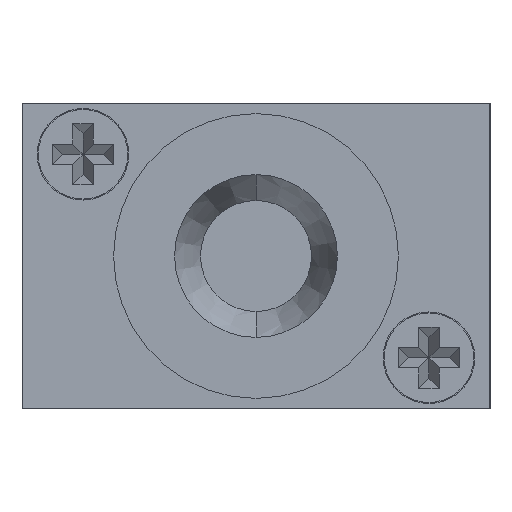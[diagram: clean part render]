
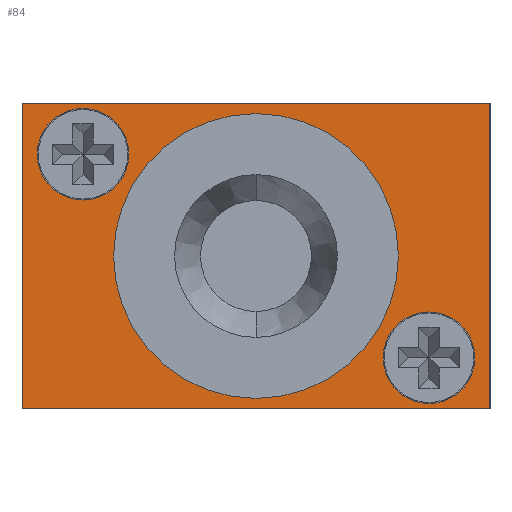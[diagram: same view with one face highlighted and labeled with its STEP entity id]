
A CAD part, left-side view. The second image highlights one B-rep face of the part: STEP entity #84.
In plain terms, the highlighted face is planar.
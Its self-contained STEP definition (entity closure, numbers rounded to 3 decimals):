
#84 = ADVANCED_FACE ( 'NONE', ( #145, #146, #147, #148 ), #2851, .T. ) ;
#145 = FACE_BOUND ( 'NONE', #719, .T. ) ;
#146 = FACE_BOUND ( 'NONE', #1174, .T. ) ;
#147 = FACE_OUTER_BOUND ( 'NONE', #1095, .T. ) ;
#148 = FACE_BOUND ( 'NONE', #1199, .T. ) ;
#449 = VERTEX_POINT ( 'NONE', #2610 ) ;
#459 = VERTEX_POINT ( 'NONE', #2600 ) ;
#460 = VERTEX_POINT ( 'NONE', #2599 ) ;
#467 = VERTEX_POINT ( 'NONE', #2592 ) ;
#603 = VERTEX_POINT ( 'NONE', #2497 ) ;
#608 = VERTEX_POINT ( 'NONE', #2467 ) ;
#614 = VERTEX_POINT ( 'NONE', #2451 ) ;
#620 = VERTEX_POINT ( 'NONE', #2426 ) ;
#623 = VERTEX_POINT ( 'NONE', #2415 ) ;
#640 = VERTEX_POINT ( 'NONE', #2360 ) ;
#719 = EDGE_LOOP ( 'NONE', ( #3608, #3607 ) ) ;
#959 = AXIS2_PLACEMENT_3D ( 'NONE', #1554, #1553, #1552 ) ;
#960 = AXIS2_PLACEMENT_3D ( 'NONE', #1541, #1540, #1539 ) ;
#961 = AXIS2_PLACEMENT_3D ( 'NONE', #1538, #1536, #1535 ) ;
#972 = AXIS2_PLACEMENT_3D ( 'NONE', #1438, #1437, #1436 ) ;
#984 = AXIS2_PLACEMENT_3D ( 'NONE', #3530, #3528, #3526 ) ;
#986 = AXIS2_PLACEMENT_3D ( 'NONE', #3516, #3515, #3514 ) ;
#1095 = EDGE_LOOP ( 'NONE', ( #3604, #3603, #3602, #3601 ) ) ;
#1174 = EDGE_LOOP ( 'NONE', ( #3606, #3605 ) ) ;
#1199 = EDGE_LOOP ( 'NONE', ( #3600, #3599 ) ) ;
#1436 = DIRECTION ( 'NONE',  ( 1., 0., 0. ) ) ;
#1437 = DIRECTION ( 'NONE',  ( 0., 0., 1. ) ) ;
#1438 = CARTESIAN_POINT ( 'NONE',  ( 0., 0., 11.5 ) ) ;
#1535 = DIRECTION ( 'NONE',  ( 1., 0., 0. ) ) ;
#1536 = DIRECTION ( 'NONE',  ( 0., 0., 1. ) ) ;
#1538 = CARTESIAN_POINT ( 'NONE',  ( -5., -8.5, 11.5 ) ) ;
#1539 = DIRECTION ( 'NONE',  ( 1., 0., 0. ) ) ;
#1540 = DIRECTION ( 'NONE',  ( 0., 0., 1. ) ) ;
#1541 = CARTESIAN_POINT ( 'NONE',  ( 5., 8.5, 11.5 ) ) ;
#1543 = DIRECTION ( 'NONE',  ( 0., 1., 0. ) ) ;
#1544 = CARTESIAN_POINT ( 'NONE',  ( 7.5, 11.5, 11.5 ) ) ;
#1545 = DIRECTION ( 'NONE',  ( -1., 0., 0. ) ) ;
#1546 = CARTESIAN_POINT ( 'NONE',  ( -7.5, 11.5, 11.5 ) ) ;
#1547 = DIRECTION ( 'NONE',  ( 0., -1., 0. ) ) ;
#1548 = CARTESIAN_POINT ( 'NONE',  ( -7.5, 11.5, 11.5 ) ) ;
#1549 = DIRECTION ( 'NONE',  ( 1., 0., 0. ) ) ;
#1551 = CARTESIAN_POINT ( 'NONE',  ( -7.5, -11.5, 11.5 ) ) ;
#1552 = DIRECTION ( 'NONE',  ( 1., 0., 0. ) ) ;
#1553 = DIRECTION ( 'NONE',  ( 0., 0., 1. ) ) ;
#1554 = CARTESIAN_POINT ( 'NONE',  ( 0., 0., 11.5 ) ) ;
#2187 = EDGE_CURVE ( 'NONE', #608, #623, #3311, .T. ) ;
#2188 = EDGE_CURVE ( 'NONE', #467, #640, #3310, .T. ) ;
#2189 = EDGE_CURVE ( 'NONE', #460, #467, #3313, .T. ) ;
#2190 = EDGE_CURVE ( 'NONE', #459, #460, #3315, .T. ) ;
#2191 = EDGE_CURVE ( 'NONE', #640, #459, #3317, .T. ) ;
#2192 = EDGE_CURVE ( 'NONE', #603, #449, #3319, .T. ) ;
#2193 = EDGE_CURVE ( 'NONE', #614, #620, #3320, .T. ) ;
#2280 = AXIS2_PLACEMENT_3D ( 'NONE', #2850, #2848, #2847 ) ;
#2360 = CARTESIAN_POINT ( 'NONE',  ( 7.5, -11.5, 11.5 ) ) ;
#2415 = CARTESIAN_POINT ( 'NONE',  ( 7., 0., 11.5 ) ) ;
#2426 = CARTESIAN_POINT ( 'NONE',  ( -7.25, -8.5, 11.5 ) ) ;
#2451 = CARTESIAN_POINT ( 'NONE',  ( -2.75, -8.5, 11.5 ) ) ;
#2467 = CARTESIAN_POINT ( 'NONE',  ( -7., 0., 11.5 ) ) ;
#2497 = CARTESIAN_POINT ( 'NONE',  ( 7.25, 8.5, 11.5 ) ) ;
#2592 = CARTESIAN_POINT ( 'NONE',  ( -7.5, -11.5, 11.5 ) ) ;
#2599 = CARTESIAN_POINT ( 'NONE',  ( -7.5, 11.5, 11.5 ) ) ;
#2600 = CARTESIAN_POINT ( 'NONE',  ( 7.5, 11.5, 11.5 ) ) ;
#2610 = CARTESIAN_POINT ( 'NONE',  ( 2.75, 8.5, 11.5 ) ) ;
#2802 = EDGE_CURVE ( 'NONE', #623, #608, #3376, .T. ) ;
#2847 = DIRECTION ( 'NONE',  ( 1., 0., 0. ) ) ;
#2848 = DIRECTION ( 'NONE',  ( 0., 0., 1. ) ) ;
#2850 = CARTESIAN_POINT ( 'NONE',  ( 7.5, -11.5, 11.5 ) ) ;
#2851 = PLANE ( 'NONE',  #2280 ) ;
#3310 = LINE ( 'NONE', #1551, #3312 ) ;
#3311 = CIRCLE ( 'NONE', #959, 7. ) ;
#3312 = VECTOR ( 'NONE', #1549, 1000. ) ;
#3313 = LINE ( 'NONE', #1548, #3314 ) ;
#3314 = VECTOR ( 'NONE', #1547, 1000. ) ;
#3315 = LINE ( 'NONE', #1546, #3316 ) ;
#3316 = VECTOR ( 'NONE', #1545, 1000. ) ;
#3317 = LINE ( 'NONE', #1544, #3318 ) ;
#3318 = VECTOR ( 'NONE', #1543, 1000. ) ;
#3319 = CIRCLE ( 'NONE', #960, 2.25 ) ;
#3320 = CIRCLE ( 'NONE', #961, 2.25 ) ;
#3376 = CIRCLE ( 'NONE', #972, 7. ) ;
#3428 = CIRCLE ( 'NONE', #984, 2.25 ) ;
#3434 = CIRCLE ( 'NONE', #986, 2.25 ) ;
#3514 = DIRECTION ( 'NONE',  ( 1., 0., 0. ) ) ;
#3515 = DIRECTION ( 'NONE',  ( 0., 0., 1. ) ) ;
#3516 = CARTESIAN_POINT ( 'NONE',  ( 5., 8.5, 11.5 ) ) ;
#3526 = DIRECTION ( 'NONE',  ( 1., 0., 0. ) ) ;
#3528 = DIRECTION ( 'NONE',  ( 0., 0., 1. ) ) ;
#3530 = CARTESIAN_POINT ( 'NONE',  ( -5., -8.5, 11.5 ) ) ;
#3599 = ORIENTED_EDGE ( 'NONE', *, *, #2802, .F. ) ;
#3600 = ORIENTED_EDGE ( 'NONE', *, *, #2187, .F. ) ;
#3601 = ORIENTED_EDGE ( 'NONE', *, *, #2188, .T. ) ;
#3602 = ORIENTED_EDGE ( 'NONE', *, *, #2189, .T. ) ;
#3603 = ORIENTED_EDGE ( 'NONE', *, *, #2190, .T. ) ;
#3604 = ORIENTED_EDGE ( 'NONE', *, *, #2191, .T. ) ;
#3605 = ORIENTED_EDGE ( 'NONE', *, *, #3643, .F. ) ;
#3606 = ORIENTED_EDGE ( 'NONE', *, *, #2192, .F. ) ;
#3607 = ORIENTED_EDGE ( 'NONE', *, *, #3639, .F. ) ;
#3608 = ORIENTED_EDGE ( 'NONE', *, *, #2193, .F. ) ;
#3639 = EDGE_CURVE ( 'NONE', #620, #614, #3428, .T. ) ;
#3643 = EDGE_CURVE ( 'NONE', #449, #603, #3434, .T. ) ;
